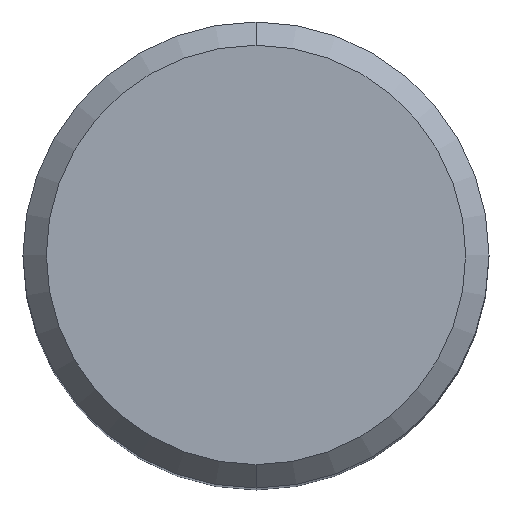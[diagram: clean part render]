
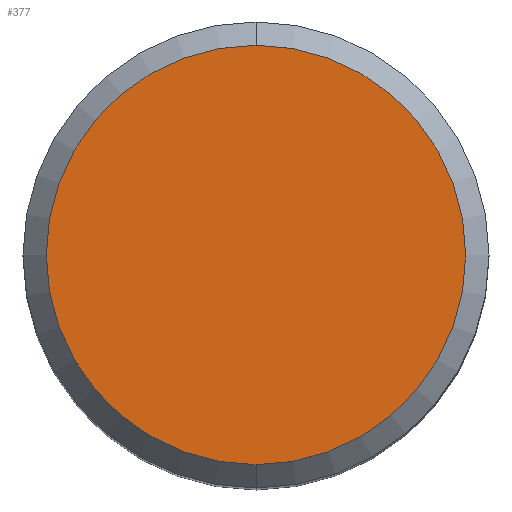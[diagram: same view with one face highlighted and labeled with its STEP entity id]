
A CAD part, top view. The second image highlights one B-rep face of the part: STEP entity #377.
In plain terms, the highlighted planar face has unit normal (0, 0, 1).
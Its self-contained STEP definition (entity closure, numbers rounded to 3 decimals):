
#177=VERTEX_POINT('',#484);
#205=VERTEX_POINT('',#515);
#319=EDGE_CURVE('',#205,#177,#643,.T.);
#377=ADVANCED_FACE('',(#706),#707,.T.);
#411=EDGE_CURVE('',#177,#205,#746,.T.);
#484=CARTESIAN_POINT('',(0.0,9.0,0.0));
#515=CARTESIAN_POINT('',(0.,-9.0,0.0));
#643=CIRCLE('',#1331,9.0);
#706=FACE_OUTER_BOUND('',#1411,.T.);
#707=PLANE('',#1412);
#746=CIRCLE('',#1509,9.0);
#1331=AXIS2_PLACEMENT_3D('',#1807,#1808,#1809);
#1411=EDGE_LOOP('',(#1873,#1874));
#1412=AXIS2_PLACEMENT_3D('',#1875,#1876,#1877);
#1509=AXIS2_PLACEMENT_3D('',#1928,#1929,#1930);
#1807=CARTESIAN_POINT('',(0.0,0.0,0.0));
#1808=DIRECTION('',(0.0,0.0,-1.0));
#1809=DIRECTION('',(0.0,1.0,0.0));
#1873=ORIENTED_EDGE('',*,*,#411,.F.);
#1874=ORIENTED_EDGE('',*,*,#319,.F.);
#1875=CARTESIAN_POINT('',(0.0,4.5,0.0));
#1876=DIRECTION('',(-0.0,0.0,1.0));
#1877=DIRECTION('',(0.0,-1.0,0.0));
#1928=CARTESIAN_POINT('',(0.0,0.0,0.0));
#1929=DIRECTION('',(0.0,0.0,-1.0));
#1930=DIRECTION('',(0.0,1.0,0.0));
